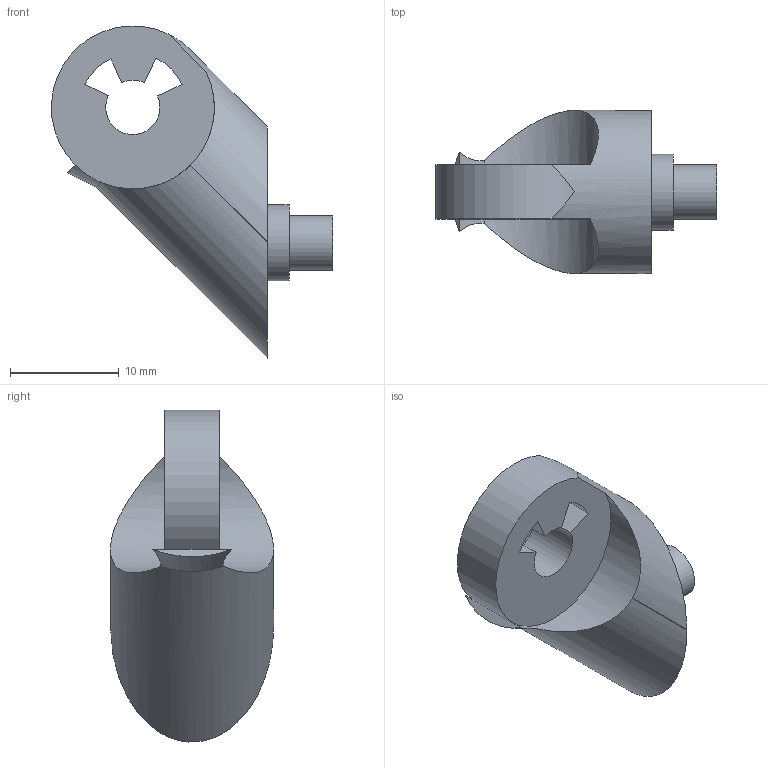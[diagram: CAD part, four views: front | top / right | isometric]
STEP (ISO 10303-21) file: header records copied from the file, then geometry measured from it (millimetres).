
FILE_DESCRIPTION(/* description */ ('STEP AP242','CAx-IF Rec.Pracs.---Representation and Presentation of Product Manufacturing Information (PMI)---4.0---2014-10-13','CAx-IF Rec.Pracs.---3D Tessellated Geometry---0.4---2014-09-14','2;1'),/* implementation_level */ '2;1');
FILE_NAME(/* name */ '68521b99a033cf7288cd4c2d',/* time_stamp */ '2025-06-18T01:51:22Z',/* author */ (''),/* organization */ (''),/* preprocessor_version */ 'ST-DEVELOPER v20',/* originating_system */ 'ONSHAPE BY PTC INC, 1.199',/* authorisation */ ' ');
FILE_SCHEMA (('AP242_MANAGED_MODEL_BASED_3D_ENGINEERING_MIM_LF { 1 0 10303 442 1 1 4 }'));
Length unit declared in the file: metre
Products named in the file (1): Cont. Pivot
Bounding box: 25.87 x 15 x 30.54 mm (x, y, z)
Volume: 2838.1 mm3; surface area: 1693.3 mm2
Topology: 1 solids, 1 shells, 26 faces, 62 edges, 41 vertices
Faces by surface type: cylinder 13, plane 13
Full cylindrical faces by diameter (mm): 3 x1, 5 x1, 7 x1
Entity records: 789 total; most frequent: CARTESIAN_POINT 147, DIRECTION 137, ORIENTED_EDGE 118, EDGE_CURVE 59, AXIS2_PLACEMENT_3D 55, VERTEX_POINT 41, EDGE_LOOP 34, FACE_BOUND 34
